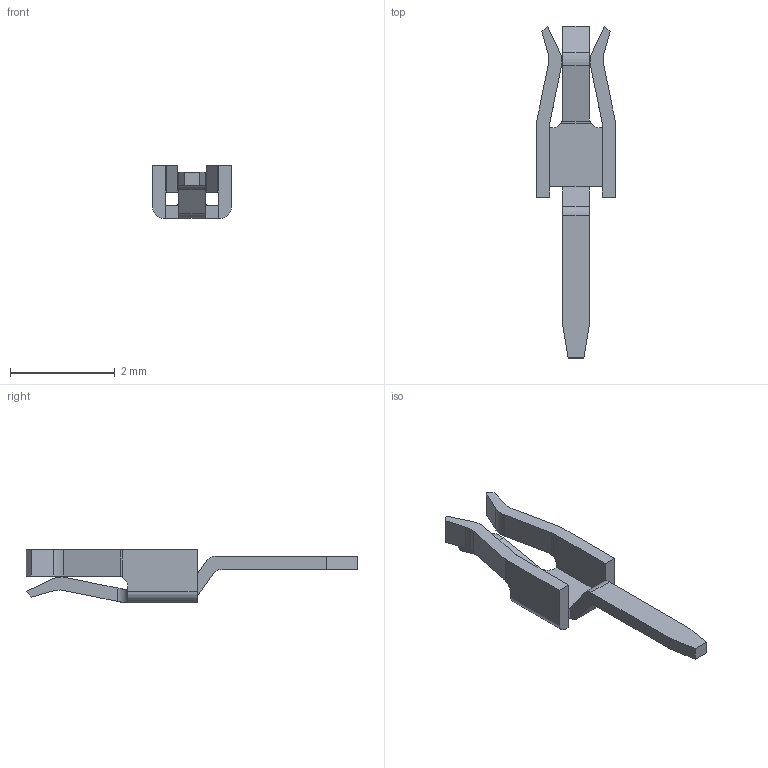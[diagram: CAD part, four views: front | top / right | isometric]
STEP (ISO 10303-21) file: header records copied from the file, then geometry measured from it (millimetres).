
FILE_DESCRIPTION(/* description */ (''),/* implementation_level */ '2;1');
FILE_NAME(/* name */ '',/* time_stamp */ '2023-03-11T23:00:06+03:00',/* author */ ('Ilyzv'),/* organization */ (''),/* preprocessor_version */ 'ST-DEVELOPER v19.2',/* originating_system */ 'Autodesk Inventor 2023',/* authorisation */ '');
FILE_SCHEMA (('AUTOMOTIVE_DESIGN { 1 0 10303 214 3 1 1 }'));
Length unit declared in the file: millimetre
Products named in the file (1): ДТАН.001.001.001_Пин 
DS1026
Bounding box: 1.5 x 6.34 x 1 mm (x, y, z)
Volume: 2 mm3; surface area: 23.2 mm2
Topology: 1 solids, 1 shells, 64 faces, 184 edges, 122 vertices
Faces by surface type: plane 43, cylinder 21
Entity records: 2157 total; most frequent: CARTESIAN_POINT 407, ORIENTED_EDGE 368, DIRECTION 348, EDGE_CURVE 184, LINE 134, VECTOR 134, VERTEX_POINT 122, AXIS2_PLACEMENT_3D 107
